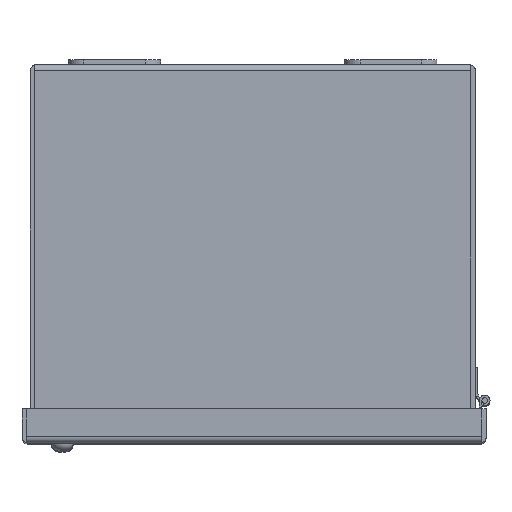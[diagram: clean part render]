
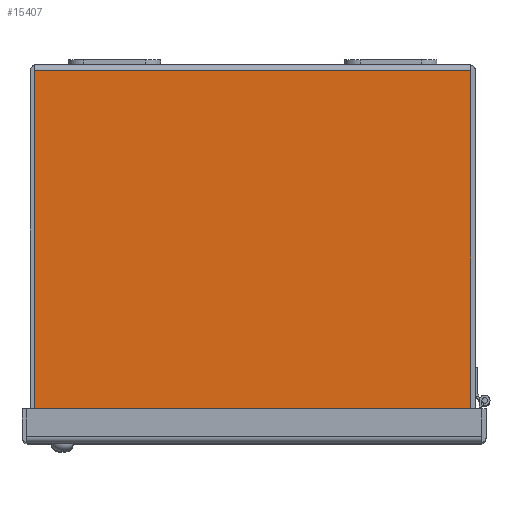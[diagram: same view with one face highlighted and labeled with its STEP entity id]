
A CAD part, top view. The second image highlights one B-rep face of the part: STEP entity #15407.
In plain terms, the highlighted planar face has unit normal (0, 0, 1).
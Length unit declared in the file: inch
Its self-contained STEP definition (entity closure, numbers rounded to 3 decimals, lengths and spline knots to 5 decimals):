
#223 = CARTESIAN_POINT ( 'NONE',  ( -3.55289, -0.108, 5.25 ) ) ;
#298 = DIRECTION ( 'NONE',  ( 0., -1., 0. ) ) ;
#581 = VECTOR ( 'NONE', #16975, 39.37008 ) ;
#2152 = ORIENTED_EDGE ( 'NONE', *, *, #7983, .T. ) ;
#2187 = VERTEX_POINT ( 'NONE', #23955 ) ;
#2376 = CARTESIAN_POINT ( 'NONE',  ( -24.781, -0.108, 5.25 ) ) ;
#3182 = LINE ( 'NONE', #11127, #581 ) ;
#3607 = DIRECTION ( 'NONE',  ( 1., 0., 0. ) ) ;
#4206 = LINE ( 'NONE', #18121, #15260 ) ;
#7983 = EDGE_CURVE ( 'NONE', #11795, #13686, #18441, .T. ) ;
#8025 = PLANE ( 'NONE',  #15600 ) ;
#8588 = ORIENTED_EDGE ( 'NONE', *, *, #19957, .T. ) ;
#10041 = EDGE_CURVE ( 'NONE', #2187, #24014, #20216, .T. ) ;
#11127 = CARTESIAN_POINT ( 'NONE',  ( 3.55289, 39.37008, 5.25 ) ) ;
#11795 = VERTEX_POINT ( 'NONE', #24351 ) ;
#12824 = EDGE_CURVE ( 'NONE', #2187, #13686, #3182, .T. ) ;
#13014 = ORIENTED_EDGE ( 'NONE', *, *, #12824, .F. ) ;
#13636 = CARTESIAN_POINT ( 'NONE',  ( -24.781, 0., 5.25 ) ) ;
#13686 = VERTEX_POINT ( 'NONE', #17291 ) ;
#15260 = VECTOR ( 'NONE', #298, 39.37008 ) ;
#15407 = ADVANCED_FACE ( 'NONE', ( #23392 ), #8025, .T. ) ;
#15600 = AXIS2_PLACEMENT_3D ( 'NONE', #13636, #21441, #3607 ) ;
#16975 = DIRECTION ( 'NONE',  ( 0., -1., 0. ) ) ;
#17291 = CARTESIAN_POINT ( 'NONE',  ( 3.55289, -5.892, 5.25 ) ) ;
#18121 = CARTESIAN_POINT ( 'NONE',  ( -3.55289, 39.37008, 5.25 ) ) ;
#18226 = VECTOR ( 'NONE', #21914, 39.37008 ) ;
#18441 = LINE ( 'NONE', #24588, #21039 ) ;
#18739 = ORIENTED_EDGE ( 'NONE', *, *, #10041, .T. ) ;
#19957 = EDGE_CURVE ( 'NONE', #24014, #11795, #4206, .T. ) ;
#20216 = LINE ( 'NONE', #2376, #18226 ) ;
#20419 = DIRECTION ( 'NONE',  ( 1., 0., 0. ) ) ;
#21039 = VECTOR ( 'NONE', #20419, 39.37008 ) ;
#21441 = DIRECTION ( 'NONE',  ( 0., 0., 1. ) ) ;
#21914 = DIRECTION ( 'NONE',  ( -1., 0., 0. ) ) ;
#23392 = FACE_OUTER_BOUND ( 'NONE', #24943, .T. ) ;
#23955 = CARTESIAN_POINT ( 'NONE',  ( 3.55289, -0.108, 5.25 ) ) ;
#24014 = VERTEX_POINT ( 'NONE', #223 ) ;
#24351 = CARTESIAN_POINT ( 'NONE',  ( -3.55289, -5.892, 5.25 ) ) ;
#24588 = CARTESIAN_POINT ( 'NONE',  ( -24.781, -5.892, 5.25 ) ) ;
#24943 = EDGE_LOOP ( 'NONE', ( #8588, #2152, #13014, #18739 ) ) ;
